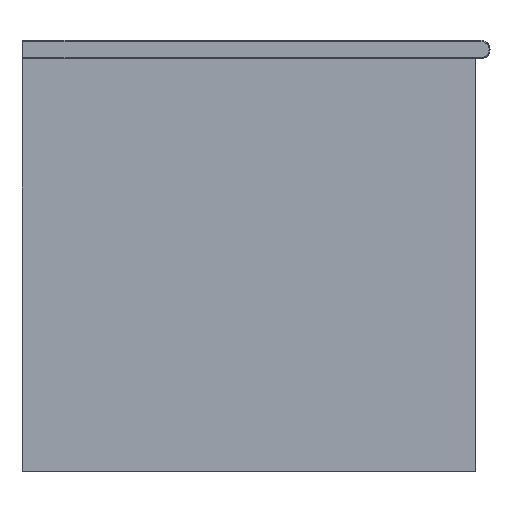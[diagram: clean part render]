
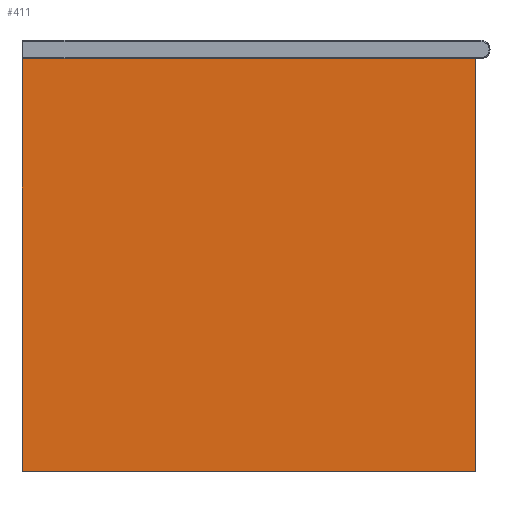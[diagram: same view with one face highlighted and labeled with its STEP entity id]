
A CAD part, left-side view. The second image highlights one B-rep face of the part: STEP entity #411.
In plain terms, the highlighted face is planar.
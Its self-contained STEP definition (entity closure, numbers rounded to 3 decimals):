
#411=ADVANCED_FACE('',(#592),#3086,.T.);
#592=FACE_OUTER_BOUND('',#773,.T.);
#773=EDGE_LOOP('',(#1642,#1643,#1644,#1645));
#1642=ORIENTED_EDGE('',*,*,#2177,.F.);
#1643=ORIENTED_EDGE('',*,*,#2178,.F.);
#1644=ORIENTED_EDGE('',*,*,#2179,.F.);
#1645=ORIENTED_EDGE('',*,*,#2176,.F.);
#2176=EDGE_CURVE('',#2990,#2991,#2679,.T.);
#2177=EDGE_CURVE('',#2992,#2990,#2680,.T.);
#2178=EDGE_CURVE('',#2993,#2992,#2681,.T.);
#2179=EDGE_CURVE('',#2991,#2993,#2682,.T.);
#2679=B_SPLINE_CURVE_WITH_KNOTS('',1,(#5438,#5439),.UNSPECIFIED.,.F.,.F.,
(2,2),(-450.,0.),.UNSPECIFIED.);
#2680=B_SPLINE_CURVE_WITH_KNOTS('',1,(#5440,#5441),.UNSPECIFIED.,.F.,.F.,
(2,2),(-494.,0.),.UNSPECIFIED.);
#2681=B_SPLINE_CURVE_WITH_KNOTS('',1,(#5442,#5443),.UNSPECIFIED.,.F.,.F.,
(2,2),(-450.,0.),.UNSPECIFIED.);
#2682=B_SPLINE_CURVE_WITH_KNOTS('',1,(#5444,#5445),.UNSPECIFIED.,.F.,.F.,
(2,2),(-494.,0.),.UNSPECIFIED.);
#2990=VERTEX_POINT('',#5430);
#2991=VERTEX_POINT('',#5431);
#2992=VERTEX_POINT('',#5432);
#2993=VERTEX_POINT('',#5433);
#3086=PLANE('',#3581);
#3581=AXIS2_PLACEMENT_3D('',#5424,#3794,$);
#3794=DIRECTION('',(1.,0.,0.));
#5424=CARTESIAN_POINT('',(8.,270.,-49.4));
#5430=CARTESIAN_POINT('',(8.,225.,0.));
#5431=CARTESIAN_POINT('',(8.,-225.,0.));
#5432=CARTESIAN_POINT('',(8.,225.,494.));
#5433=CARTESIAN_POINT('',(8.,-225.,494.));
#5438=CARTESIAN_POINT('',(8.,225.,0.));
#5439=CARTESIAN_POINT('',(8.,-225.,0.));
#5440=CARTESIAN_POINT('',(8.,225.,494.));
#5441=CARTESIAN_POINT('',(8.,225.,0.));
#5442=CARTESIAN_POINT('',(8.,-225.,494.));
#5443=CARTESIAN_POINT('',(8.,225.,494.));
#5444=CARTESIAN_POINT('',(8.,-225.,0.));
#5445=CARTESIAN_POINT('',(8.,-225.,494.));
